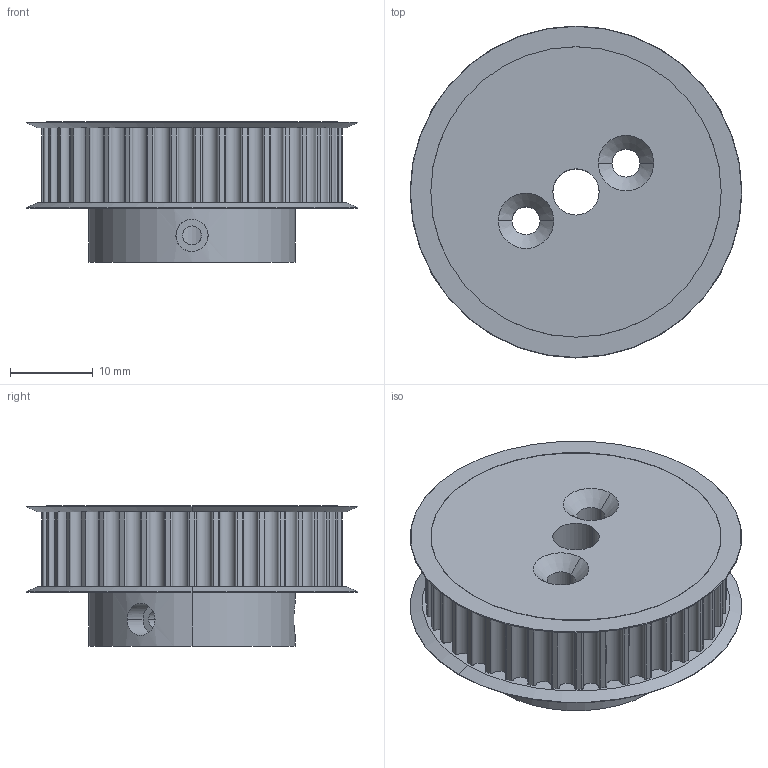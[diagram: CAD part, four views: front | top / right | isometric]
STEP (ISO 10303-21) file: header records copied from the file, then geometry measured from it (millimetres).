
FILE_DESCRIPTION (( 'STEP AP214' ), '1' );
FILE_NAME ('MirrorHTD (39 Teeth)1.STEP', '2023-12-11T13:50:17', ( '' ), ( '' ), 'SwSTEP 2.0', 'SolidWorks 2023', '' );
FILE_SCHEMA (( 'AUTOMOTIVE_DESIGN' ));
Length unit declared in the file: millimetre
Products named in the file (1): MirrorHTD (39 Teeth)1_GearTrax
Bounding box: 40.23 x 40.23 x 17.05 mm (x, y, z)
Volume: 12635.3 mm3; surface area: 5981.1 mm2
Topology: 1 solids, 1 shells, 125 faces, 334 edges, 220 vertices
Faces by surface type: cylinder 63, bspline 39, cone 12, plane 11
Entity records: 17331 total; most frequent: CARTESIAN_POINT 14319, ORIENTED_EDGE 668, DIRECTION 556, EDGE_CURVE 334, AXIS2_PLACEMENT_3D 221, VERTEX_POINT 220, EDGE_LOOP 144, CIRCLE 134
